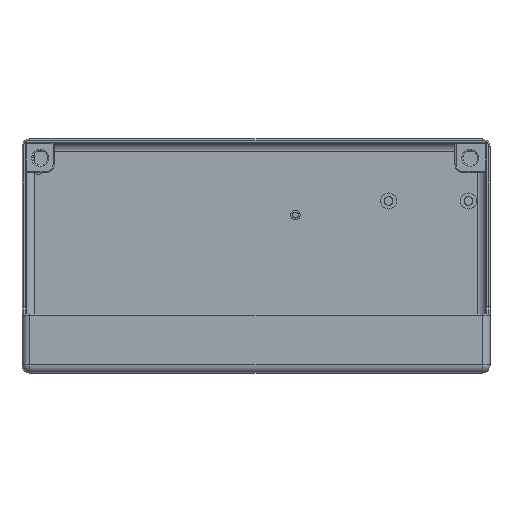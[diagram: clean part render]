
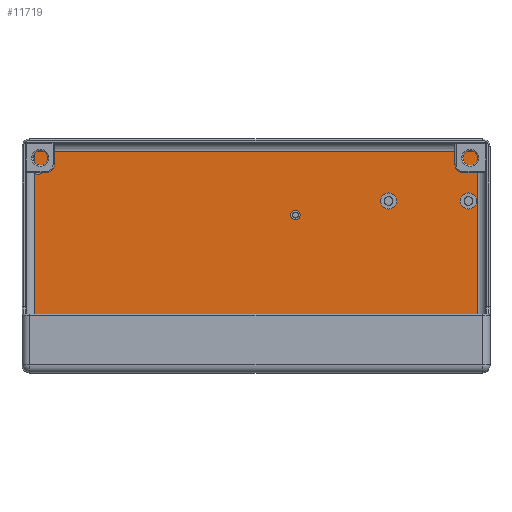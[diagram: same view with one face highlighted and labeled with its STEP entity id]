
A CAD part, top view. The second image highlights one B-rep face of the part: STEP entity #11719.
In plain terms, the highlighted planar face has unit normal (0, 0, 1).
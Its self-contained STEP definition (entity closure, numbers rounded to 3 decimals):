
#1473=DIRECTION('',(0.,1.,0.));
#1474=VECTOR('',#1473,71.6);
#1475=CARTESIAN_POINT('',(154.8,4.2,-44.5));
#1476=LINE('',#1475,#1474);
#1764=DIRECTION('',(-1.,0.,0.));
#1765=VECTOR('',#1764,151.6);
#1766=CARTESIAN_POINT('',(154.8,75.8,-44.5));
#1767=LINE('',#1766,#1765);
#1768=CARTESIAN_POINT('',(4.5,69.5,-44.5));
#1769=DIRECTION('',(0.,0.,1.));
#1770=DIRECTION('',(-0.795,-0.606,0.));
#1771=AXIS2_PLACEMENT_3D('',#1768,#1769,#1770);
#1773=CARTESIAN_POINT('',(4.5,69.5,-44.5));
#1774=DIRECTION('',(0.,0.,1.));
#1775=DIRECTION('',(1.,0.,0.));
#1776=AXIS2_PLACEMENT_3D('',#1773,#1774,#1775);
#1778=CARTESIAN_POINT('',(124.32,12.25,-44.5));
#1779=DIRECTION('',(0.,0.,1.));
#1780=DIRECTION('',(1.,0.,0.));
#1781=AXIS2_PLACEMENT_3D('',#1778,#1779,#1780);
#1783=CARTESIAN_POINT('',(124.32,12.25,-44.5));
#1784=DIRECTION('',(0.,0.,1.));
#1785=DIRECTION('',(-1.,0.,0.));
#1786=AXIS2_PLACEMENT_3D('',#1783,#1784,#1785);
#1788=CARTESIAN_POINT('',(151.64,12.25,-44.5));
#1789=DIRECTION('',(0.,0.,1.));
#1790=DIRECTION('',(1.,0.,0.));
#1791=AXIS2_PLACEMENT_3D('',#1788,#1789,#1790);
#1793=CARTESIAN_POINT('',(151.64,12.25,-44.5));
#1794=DIRECTION('',(0.,0.,1.));
#1795=DIRECTION('',(-1.,0.,0.));
#1796=AXIS2_PLACEMENT_3D('',#1793,#1794,#1795);
#1798=CARTESIAN_POINT('',(124.32,58.82,-44.5));
#1799=DIRECTION('',(0.,0.,1.));
#1800=DIRECTION('',(1.,0.,0.));
#1801=AXIS2_PLACEMENT_3D('',#1798,#1799,#1800);
#1803=CARTESIAN_POINT('',(124.32,58.82,-44.5));
#1804=DIRECTION('',(0.,0.,1.));
#1805=DIRECTION('',(-1.,0.,0.));
#1806=AXIS2_PLACEMENT_3D('',#1803,#1804,#1805);
#1808=CARTESIAN_POINT('',(151.64,58.82,-44.5));
#1809=DIRECTION('',(0.,0.,1.));
#1810=DIRECTION('',(1.,0.,0.));
#1811=AXIS2_PLACEMENT_3D('',#1808,#1809,#1810);
#1813=CARTESIAN_POINT('',(151.64,58.82,-44.5));
#1814=DIRECTION('',(0.,0.,1.));
#1815=DIRECTION('',(-1.,0.,0.));
#1816=AXIS2_PLACEMENT_3D('',#1813,#1814,#1815);
#1818=CARTESIAN_POINT('',(92.5,54.,-44.5));
#1819=DIRECTION('',(0.,0.,1.));
#1820=DIRECTION('',(1.,0.,0.));
#1821=AXIS2_PLACEMENT_3D('',#1818,#1819,#1820);
#1823=CARTESIAN_POINT('',(92.5,54.,-44.5));
#1824=DIRECTION('',(0.,0.,1.));
#1825=DIRECTION('',(-1.,0.,0.));
#1826=AXIS2_PLACEMENT_3D('',#1823,#1824,#1825);
#1828=CARTESIAN_POINT('',(5.5,6.5,-44.5));
#1829=DIRECTION('',(0.,0.,1.));
#1830=DIRECTION('',(1.,0.,0.));
#1831=AXIS2_PLACEMENT_3D('',#1828,#1829,#1830);
#1833=CARTESIAN_POINT('',(5.5,6.5,-44.5));
#1834=DIRECTION('',(0.,0.,1.));
#1835=DIRECTION('',(-1.,0.,0.));
#1836=AXIS2_PLACEMENT_3D('',#1833,#1834,#1835);
#1842=DIRECTION('',(0.,-1.,0.));
#1843=VECTOR('',#1842,5.308);
#1844=CARTESIAN_POINT('',(3.2,75.8,-44.5));
#1845=LINE('',#1844,#1843);
#1858=CARTESIAN_POINT('',(3.2,68.508,-44.5));
#1860=DIRECTION('',(0.,-1.,0.));
#1861=VECTOR('',#1860,64.308);
#1862=CARTESIAN_POINT('',(3.2,68.508,-44.5));
#1863=LINE('',#1862,#1861);
#1975=DIRECTION('',(1.,0.,0.));
#1976=VECTOR('',#1975,151.6);
#1977=CARTESIAN_POINT('',(3.2,4.2,-44.5));
#1978=LINE('',#1977,#1976);
#8884=CARTESIAN_POINT('',(3.2,75.8,-44.5));
#8885=VERTEX_POINT('',#8884);
#8886=CARTESIAN_POINT('',(154.8,75.8,-44.5));
#8887=VERTEX_POINT('',#8886);
#8888=CARTESIAN_POINT('',(154.8,4.2,-44.5));
#8889=VERTEX_POINT('',#8888);
#8922=CARTESIAN_POINT('',(3.2,4.2,-44.5));
#8923=VERTEX_POINT('',#8922);
#8924=CARTESIAN_POINT('',(3.2,70.492,-44.5));
#8925=VERTEX_POINT('',#8924);
#8927=VERTEX_POINT('',#1858);
#8956=CARTESIAN_POINT('',(6.135,69.5,-44.5));
#8957=VERTEX_POINT('',#8956);
#8958=CARTESIAN_POINT('',(127.07,12.25,-44.5));
#8959=CARTESIAN_POINT('',(121.57,12.25,-44.5));
#8960=VERTEX_POINT('',#8958);
#8961=VERTEX_POINT('',#8959);
#8962=CARTESIAN_POINT('',(154.39,12.25,-44.5));
#8963=CARTESIAN_POINT('',(148.89,12.25,-44.5));
#8964=VERTEX_POINT('',#8962);
#8965=VERTEX_POINT('',#8963);
#8966=CARTESIAN_POINT('',(127.07,58.82,-44.5));
#8967=CARTESIAN_POINT('',(121.57,58.82,-44.5));
#8968=VERTEX_POINT('',#8966);
#8969=VERTEX_POINT('',#8967);
#8970=CARTESIAN_POINT('',(154.39,58.82,-44.5));
#8971=CARTESIAN_POINT('',(148.89,58.82,-44.5));
#8972=VERTEX_POINT('',#8970);
#8973=VERTEX_POINT('',#8971);
#8974=CARTESIAN_POINT('',(94.135,54.,-44.5));
#8975=CARTESIAN_POINT('',(90.865,54.,-44.5));
#8976=VERTEX_POINT('',#8974);
#8977=VERTEX_POINT('',#8975);
#8978=CARTESIAN_POINT('',(7.135,6.5,-44.5));
#8979=CARTESIAN_POINT('',(3.865,6.5,-44.5));
#8980=VERTEX_POINT('',#8978);
#8981=VERTEX_POINT('',#8979);
#11664=CARTESIAN_POINT('',(0.,0.,-44.5));
#11665=DIRECTION('',(0.,0.,-1.));
#11666=DIRECTION('',(-1.,0.,0.));
#11667=AXIS2_PLACEMENT_3D('',#11664,#11665,#11666);
#11668=PLANE('',#11667);
#11670=ORIENTED_EDGE('',*,*,#11669,.F.);
#11671=ORIENTED_EDGE('',*,*,#11658,.F.);
#11672=ORIENTED_EDGE('',*,*,#11248,.F.);
#11674=ORIENTED_EDGE('',*,*,#11673,.F.);
#11676=ORIENTED_EDGE('',*,*,#11675,.F.);
#11678=ORIENTED_EDGE('',*,*,#11677,.T.);
#11680=ORIENTED_EDGE('',*,*,#11679,.T.);
#11681=EDGE_LOOP('',(#11670,#11671,#11672,#11674,#11676,#11678,#11680));
#11682=FACE_OUTER_BOUND('',#11681,.F.);
#11684=ORIENTED_EDGE('',*,*,#11683,.T.);
#11686=ORIENTED_EDGE('',*,*,#11685,.T.);
#11687=EDGE_LOOP('',(#11684,#11686));
#11688=FACE_BOUND('',#11687,.F.);
#11690=ORIENTED_EDGE('',*,*,#11689,.T.);
#11692=ORIENTED_EDGE('',*,*,#11691,.T.);
#11693=EDGE_LOOP('',(#11690,#11692));
#11694=FACE_BOUND('',#11693,.F.);
#11696=ORIENTED_EDGE('',*,*,#11695,.T.);
#11698=ORIENTED_EDGE('',*,*,#11697,.T.);
#11699=EDGE_LOOP('',(#11696,#11698));
#11700=FACE_BOUND('',#11699,.F.);
#11702=ORIENTED_EDGE('',*,*,#11701,.T.);
#11704=ORIENTED_EDGE('',*,*,#11703,.T.);
#11705=EDGE_LOOP('',(#11702,#11704));
#11706=FACE_BOUND('',#11705,.F.);
#11708=ORIENTED_EDGE('',*,*,#11707,.T.);
#11710=ORIENTED_EDGE('',*,*,#11709,.T.);
#11711=EDGE_LOOP('',(#11708,#11710));
#11712=FACE_BOUND('',#11711,.F.);
#11714=ORIENTED_EDGE('',*,*,#11713,.T.);
#11716=ORIENTED_EDGE('',*,*,#11715,.T.);
#11717=EDGE_LOOP('',(#11714,#11716));
#11718=FACE_BOUND('',#11717,.F.);
#11719=ADVANCED_FACE('',(#11682,#11688,#11694,#11700,#11706,#11712,#11718),
#11668,.F.);
#1772=CIRCLE('',#1771,1.635);
#1777=CIRCLE('',#1776,1.635);
#1782=CIRCLE('',#1781,2.75);
#1787=CIRCLE('',#1786,2.75);
#1792=CIRCLE('',#1791,2.75);
#1797=CIRCLE('',#1796,2.75);
#1802=CIRCLE('',#1801,2.75);
#1807=CIRCLE('',#1806,2.75);
#1812=CIRCLE('',#1811,2.75);
#1817=CIRCLE('',#1816,2.75);
#1822=CIRCLE('',#1821,1.635);
#1827=CIRCLE('',#1826,1.635);
#1832=CIRCLE('',#1831,1.635);
#1837=CIRCLE('',#1836,1.635);
#11248=EDGE_CURVE('',#8889,#8887,#1476,.T.);
#11658=EDGE_CURVE('',#8887,#8885,#1767,.T.);
#11669=EDGE_CURVE('',#8885,#8925,#1845,.T.);
#11673=EDGE_CURVE('',#8923,#8889,#1978,.T.);
#11675=EDGE_CURVE('',#8927,#8923,#1863,.T.);
#11677=EDGE_CURVE('',#8927,#8957,#1772,.T.);
#11679=EDGE_CURVE('',#8957,#8925,#1777,.T.);
#11683=EDGE_CURVE('',#8960,#8961,#1782,.T.);
#11685=EDGE_CURVE('',#8961,#8960,#1787,.T.);
#11689=EDGE_CURVE('',#8964,#8965,#1792,.T.);
#11691=EDGE_CURVE('',#8965,#8964,#1797,.T.);
#11695=EDGE_CURVE('',#8968,#8969,#1802,.T.);
#11697=EDGE_CURVE('',#8969,#8968,#1807,.T.);
#11701=EDGE_CURVE('',#8972,#8973,#1812,.T.);
#11703=EDGE_CURVE('',#8973,#8972,#1817,.T.);
#11707=EDGE_CURVE('',#8976,#8977,#1822,.T.);
#11709=EDGE_CURVE('',#8977,#8976,#1827,.T.);
#11713=EDGE_CURVE('',#8980,#8981,#1832,.T.);
#11715=EDGE_CURVE('',#8981,#8980,#1837,.T.);
